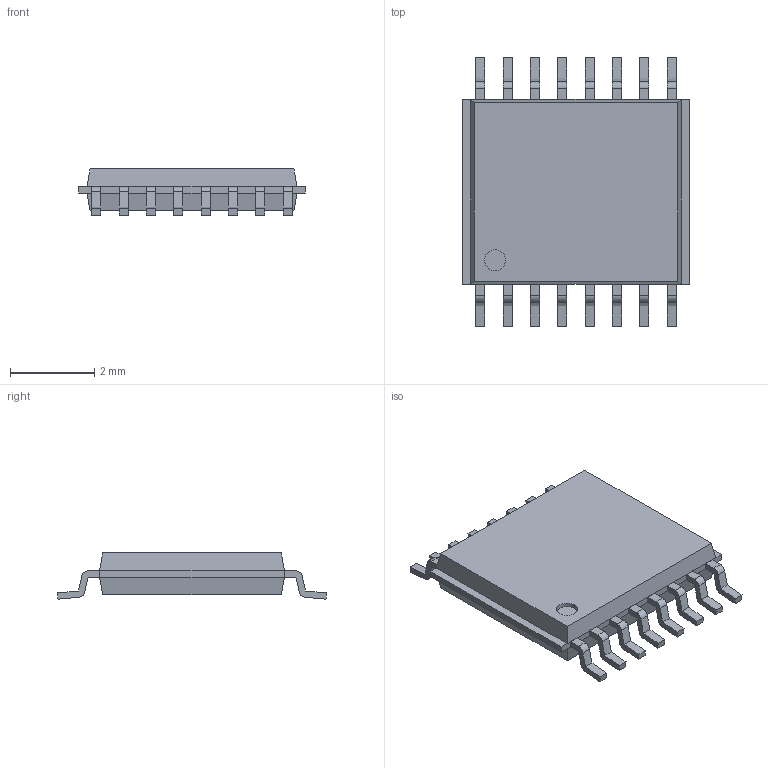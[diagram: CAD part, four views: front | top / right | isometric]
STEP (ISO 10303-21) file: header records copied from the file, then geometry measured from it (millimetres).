
FILE_DESCRIPTION (( 'STEP AP214' ), '1' );
FILE_NAME ('TSSOP16.STEP', '2018-03-01T07:33:15', ( '微软用户' ), ( '微软中国' ), 'SwSTEP 2.0', 'SolidWorks 2015', '' );
FILE_SCHEMA (( 'AUTOMOTIVE_DESIGN' ));
Length unit declared in the file: millimetre
Products named in the file (1): TSSOP16
Bounding box: 5.4 x 6.4 x 1.1 mm (x, y, z)
Volume: 22.4 mm3; surface area: 80.8 mm2
Topology: 17 solids, 17 shells, 213 faces, 526 edges, 348 vertices
Faces by surface type: plane 179, cylinder 34
Entity records: 8382 total; most frequent: CARTESIAN_POINT 1088, ORIENTED_EDGE 1052, DIRECTION 1022, EDGE_CURVE 526, VECTOR 458, LINE 458, VERTEX_POINT 348, AXIS2_PLACEMENT_3D 282
